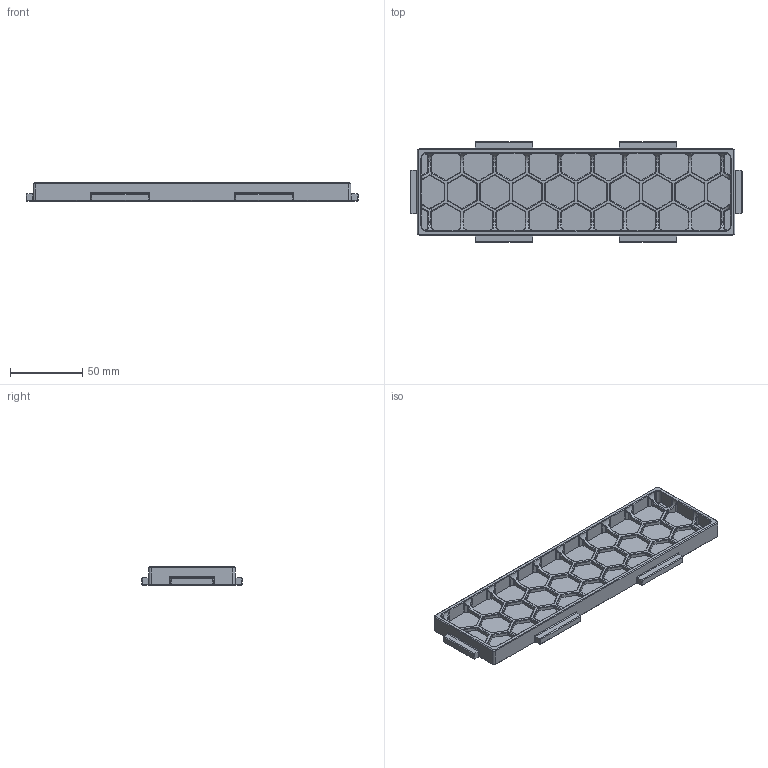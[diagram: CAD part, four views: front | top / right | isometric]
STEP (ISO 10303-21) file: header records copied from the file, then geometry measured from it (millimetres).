
FILE_DESCRIPTION(/* description */ ('','CAx-IF Rec.Pracs.---Representation and Presentation of Product Manufacturing Information (PMI)---4.0---2014-10-13'),/* implementation_level */ '2;1');
FILE_NAME(/* name */ 'Hex_Side_1pc_Solid.step',/* time_stamp */ '2025-01-25T20:31:01-08:00',/* author */ (''),/* organization */ (''),/* preprocessor_version */ 'ST-DEVELOPER v20',/* originating_system */ 'Autodesk Translation Framework v13.20.0.188',/* authorisation */ '');
FILE_SCHEMA (('AP242_MANAGED_MODEL_BASED_3D_ENGINEERING_MIM_LF { 1 0 10303 442 1 1 4 }'));
Products named in the file (3): Hex_Side_steve; Hex_Side; Inserts
Assembly tree (2 placements, depth 2):
  Hex_Side_steve
    Hex_Side
    Inserts
Bounding box: 229.6 x 69.6 x 12.5 mm (x, y, z)
Volume: 66504.8 mm3; surface area: 55365.2 mm2
Topology: 33 solids, 33 shells, 1683 faces, 4422 edges, 2746 vertices
Faces by surface type: plane 679, cylinder 458, bspline 380, cone 166
Entity records: 59567 total; most frequent: CARTESIAN_POINT 20288, ORIENTED_EDGE 8772, DIRECTION 7140, EDGE_CURVE 4386, VERTEX_POINT 2746, LINE 2576, VECTOR 2576, AXIS2_PLACEMENT_3D 2282
